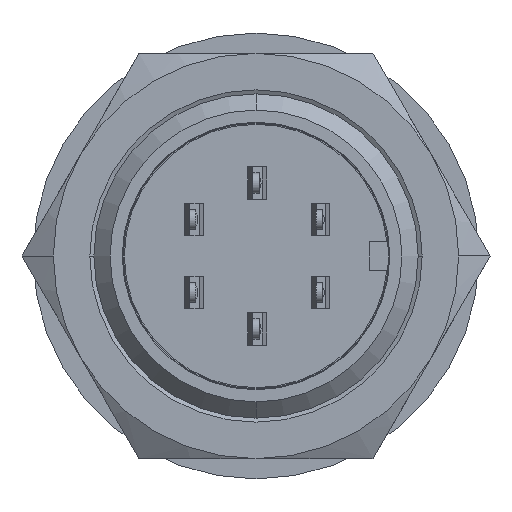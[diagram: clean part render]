
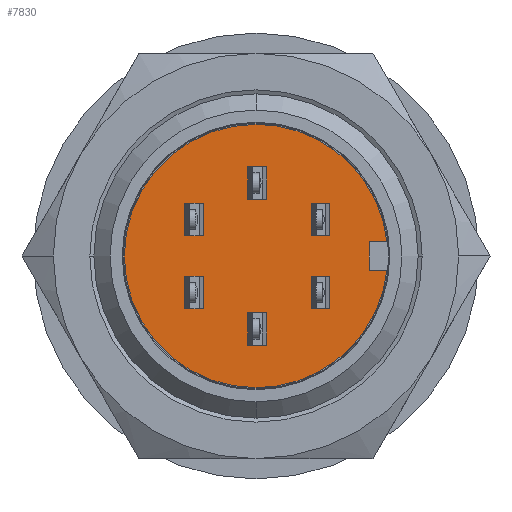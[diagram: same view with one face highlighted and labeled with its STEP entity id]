
A CAD part, front view. The second image highlights one B-rep face of the part: STEP entity #7830.
In plain terms, the highlighted planar face has unit normal (0, -1, 0).
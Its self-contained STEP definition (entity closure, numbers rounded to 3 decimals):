
#5310=CARTESIAN_POINT('',(-6.928,1.8,4.83));
#5320=DIRECTION('',(0.,1.,0.));
#5330=DIRECTION('',(0.,0.,-1.));
#5340=AXIS2_PLACEMENT_3D('',#5310,#5320,#5330);
#5350=PLANE('',#5340);
#5360=CARTESIAN_POINT('',(0.,1.8,0.)
);
#5370=DIRECTION('',(0.,-1.,0.));
#5380=DIRECTION('',(0.,0.,-1.));
#5390=AXIS2_PLACEMENT_3D('',#5360,#5370,#5380);
#5400=CIRCLE('',#5390,3.25);
#5410=CARTESIAN_POINT('',(0.,1.8,3.25));
#5420=VERTEX_POINT('',#5410);
#5430=CARTESIAN_POINT('',(0.,1.8,-3.25));
#5440=VERTEX_POINT('',#5430);
#5450=EDGE_CURVE('',#5420,#5440,#5400,.T.);
#5460=ORIENTED_EDGE('',*,*,#5450,.T.);
#5470=CARTESIAN_POINT('',(3.231,1.8,0.35));
#5480=VERTEX_POINT('',#5470);
#5490=EDGE_CURVE('',#5480,#5420,#5400,.T.);
#5500=ORIENTED_EDGE('',*,*,#5490,.T.);
#5510=CARTESIAN_POINT('',(0.,1.8,0.35));
#5520=DIRECTION('',(1.,0.,0.));
#5530=VECTOR('',#5520,1.);
#5540=LINE('',#5510,#5530);
#5550=CARTESIAN_POINT('',(2.8,1.8,0.35));
#5560=VERTEX_POINT('',#5550);
#5570=EDGE_CURVE('',#5560,#5480,#5540,.T.);
#5580=ORIENTED_EDGE('',*,*,#5570,.T.);
#5590=CARTESIAN_POINT('',(2.8,1.8,0.));
#5600=DIRECTION('',(0.,0.,1.));
#5610=VECTOR('',#5600,1.);
#5620=LINE('',#5590,#5610);
#5630=CARTESIAN_POINT('',(2.8,1.8,-0.35));
#5640=VERTEX_POINT('',#5630);
#5650=EDGE_CURVE('',#5640,#5560,#5620,.T.);
#5660=ORIENTED_EDGE('',*,*,#5650,.T.);
#5670=CARTESIAN_POINT('',(0.,1.8,-0.35));
#5680=DIRECTION('',(-1.,0.,0.));
#5690=VECTOR('',#5680,1.);
#5700=LINE('',#5670,#5690);
#5710=CARTESIAN_POINT('',(3.231,1.8,-0.35));
#5720=VERTEX_POINT('',#5710);
#5730=EDGE_CURVE('',#5720,#5640,#5700,.T.);
#5740=ORIENTED_EDGE('',*,*,#5730,.T.);
#5750=EDGE_CURVE('',#5440,#5720,#5400,.T.);
#5760=ORIENTED_EDGE('',*,*,#5750,.T.);
#5770=EDGE_LOOP('',(#5760,#5740,#5660,#5580,#5500,#5460));
#5780=FACE_OUTER_BOUND('',#5770,.T.);
#5790=CARTESIAN_POINT('',(0.,1.8,-1.3));
#5800=DIRECTION('',(-1.,0.,0.));
#5810=VECTOR('',#5800,1.);
#5820=LINE('',#5790,#5810);
#5830=CARTESIAN_POINT('',(-1.298,1.8,-1.3));
#5840=VERTEX_POINT('',#5830);
#5850=CARTESIAN_POINT('',(-1.763,1.8,-1.3));
#5860=VERTEX_POINT('',#5850);
#5870=EDGE_CURVE('',#5840,#5860,#5820,.T.);
#5880=ORIENTED_EDGE('',*,*,#5870,.T.);
#5890=CARTESIAN_POINT('',(-1.298,1.8,0.));
#5900=DIRECTION('',(0.,0.,1.));
#5910=VECTOR('',#5900,1.);
#5920=LINE('',#5890,#5910);
#5930=CARTESIAN_POINT('',(-1.298,1.8,-0.5));
#5940=VERTEX_POINT('',#5930);
#5950=EDGE_CURVE('',#5840,#5940,#5920,.T.);
#5960=ORIENTED_EDGE('',*,*,#5950,.F.);
#5970=CARTESIAN_POINT('',(0.,1.8,-0.5));
#5980=DIRECTION('',(1.,0.,0.));
#5990=VECTOR('',#5980,1.);
#6000=LINE('',#5970,#5990);
#6010=CARTESIAN_POINT('',(-1.763,1.8,-0.5));
#6020=VERTEX_POINT('',#6010);
#6030=EDGE_CURVE('',#6020,#5940,#6000,.T.);
#6040=ORIENTED_EDGE('',*,*,#6030,.T.);
#6050=CARTESIAN_POINT('',(-1.763,1.8,0.));
#6060=DIRECTION('',(0.,0.,-1.));
#6070=VECTOR('',#6060,1.);
#6080=LINE('',#6050,#6070);
#6090=EDGE_CURVE('',#6020,#5860,#6080,.T.);
#6100=ORIENTED_EDGE('',*,*,#6090,.F.);
#6110=EDGE_LOOP('',(#6100,#6040,#5960,#5880));
#6120=FACE_BOUND('',#6110,.T.);
#6130=CARTESIAN_POINT('',(0.,1.8,-1.3));
#6140=DIRECTION('',(-1.,0.,0.));
#6150=VECTOR('',#6140,1.);
#6160=LINE('',#6130,#6150);
#6170=CARTESIAN_POINT('',(1.822,1.8,-1.3));
#6180=VERTEX_POINT('',#6170);
#6190=CARTESIAN_POINT('',(1.357,1.8,-1.3));
#6200=VERTEX_POINT('',#6190);
#6210=EDGE_CURVE('',#6180,#6200,#6160,.T.);
#6220=ORIENTED_EDGE('',*,*,#6210,.T.);
#6230=CARTESIAN_POINT('',(1.822,1.8,0.));
#6240=DIRECTION('',(0.,0.,1.));
#6250=VECTOR('',#6240,1.);
#6260=LINE('',#6230,#6250);
#6270=CARTESIAN_POINT('',(1.822,1.8,-0.5));
#6280=VERTEX_POINT('',#6270);
#6290=EDGE_CURVE('',#6180,#6280,#6260,.T.);
#6300=ORIENTED_EDGE('',*,*,#6290,.F.);
#6310=CARTESIAN_POINT('',(0.,1.8,-0.5));
#6320=DIRECTION('',(1.,0.,0.));
#6330=VECTOR('',#6320,1.);
#6340=LINE('',#6310,#6330);
#6350=CARTESIAN_POINT('',(1.357,1.8,-0.5));
#6360=VERTEX_POINT('',#6350);
#6370=EDGE_CURVE('',#6360,#6280,#6340,.T.);
#6380=ORIENTED_EDGE('',*,*,#6370,.T.);
#6390=CARTESIAN_POINT('',(1.357,1.8,0.));
#6400=DIRECTION('',(0.,0.,-1.));
#6410=VECTOR('',#6400,1.);
#6420=LINE('',#6390,#6410);
#6430=EDGE_CURVE('',#6360,#6200,#6420,.T.);
#6440=ORIENTED_EDGE('',*,*,#6430,.F.);
#6450=EDGE_LOOP('',(#6440,#6380,#6300,#6220));
#6460=FACE_BOUND('',#6450,.T.);
#6470=CARTESIAN_POINT('',(0.,1.8,-2.2));
#6480=DIRECTION('',(-1.,0.,0.));
#6490=VECTOR('',#6480,1.);
#6500=LINE('',#6470,#6490);
#6510=CARTESIAN_POINT('',(0.262,1.8,-2.2));
#6520=VERTEX_POINT('',#6510);
#6530=CARTESIAN_POINT('',(-0.203,1.8,-2.2));
#6540=VERTEX_POINT('',#6530);
#6550=EDGE_CURVE('',#6520,#6540,#6500,.T.);
#6560=ORIENTED_EDGE('',*,*,#6550,.T.);
#6570=CARTESIAN_POINT('',(0.262,1.8,0.));
#6580=DIRECTION('',(0.,0.,1.));
#6590=VECTOR('',#6580,1.);
#6600=LINE('',#6570,#6590);
#6610=CARTESIAN_POINT('',(0.262,1.8,-1.4));
#6620=VERTEX_POINT('',#6610);
#6630=EDGE_CURVE('',#6520,#6620,#6600,.T.);
#6640=ORIENTED_EDGE('',*,*,#6630,.F.);
#6650=CARTESIAN_POINT('',(0.,1.8,-1.4));
#6660=DIRECTION('',(1.,0.,0.));
#6670=VECTOR('',#6660,1.);
#6680=LINE('',#6650,#6670);
#6690=CARTESIAN_POINT('',(-0.203,1.8,-1.4));
#6700=VERTEX_POINT('',#6690);
#6710=EDGE_CURVE('',#6700,#6620,#6680,.T.);
#6720=ORIENTED_EDGE('',*,*,#6710,.T.);
#6730=CARTESIAN_POINT('',(-0.203,1.8,0.));
#6740=DIRECTION('',(0.,0.,-1.));
#6750=VECTOR('',#6740,1.);
#6760=LINE('',#6730,#6750);
#6770=EDGE_CURVE('',#6700,#6540,#6760,.T.);
#6780=ORIENTED_EDGE('',*,*,#6770,.F.);
#6790=EDGE_LOOP('',(#6780,#6720,#6640,#6560));
#6800=FACE_BOUND('',#6790,.T.);
#6810=CARTESIAN_POINT('',(0.,1.8,0.5));
#6820=DIRECTION('',(-1.,0.,0.));
#6830=VECTOR('',#6820,1.);
#6840=LINE('',#6810,#6830);
#6850=CARTESIAN_POINT('',(1.822,1.8,0.5));
#6860=VERTEX_POINT('',#6850);
#6870=CARTESIAN_POINT('',(1.357,1.8,0.5));
#6880=VERTEX_POINT('',#6870);
#6890=EDGE_CURVE('',#6860,#6880,#6840,.T.);
#6900=ORIENTED_EDGE('',*,*,#6890,.T.);
#6910=CARTESIAN_POINT('',(1.822,1.8,0.));
#6920=DIRECTION('',(0.,0.,1.));
#6930=VECTOR('',#6920,1.);
#6940=LINE('',#6910,#6930);
#6950=CARTESIAN_POINT('',(1.822,1.8,1.3));
#6960=VERTEX_POINT('',#6950);
#6970=EDGE_CURVE('',#6860,#6960,#6940,.T.);
#6980=ORIENTED_EDGE('',*,*,#6970,.F.);
#6990=CARTESIAN_POINT('',(0.,1.8,1.3));
#7000=DIRECTION('',(1.,0.,0.));
#7010=VECTOR('',#7000,1.);
#7020=LINE('',#6990,#7010);
#7030=CARTESIAN_POINT('',(1.357,1.8,1.3));
#7040=VERTEX_POINT('',#7030);
#7050=EDGE_CURVE('',#7040,#6960,#7020,.T.);
#7060=ORIENTED_EDGE('',*,*,#7050,.T.);
#7070=CARTESIAN_POINT('',(1.357,1.8,0.));
#7080=DIRECTION('',(0.,0.,-1.));
#7090=VECTOR('',#7080,1.);
#7100=LINE('',#7070,#7090);
#7110=EDGE_CURVE('',#7040,#6880,#7100,.T.);
#7120=ORIENTED_EDGE('',*,*,#7110,.F.);
#7130=EDGE_LOOP('',(#7120,#7060,#6980,#6900));
#7140=FACE_BOUND('',#7130,.T.);
#7150=CARTESIAN_POINT('',(0.,1.8,1.4));
#7160=DIRECTION('',(-1.,0.,0.));
#7170=VECTOR('',#7160,1.);
#7180=LINE('',#7150,#7170);
#7190=CARTESIAN_POINT('',(0.262,1.8,1.4));
#7200=VERTEX_POINT('',#7190);
#7210=CARTESIAN_POINT('',(-0.203,1.8,1.4));
#7220=VERTEX_POINT('',#7210);
#7230=EDGE_CURVE('',#7200,#7220,#7180,.T.);
#7240=ORIENTED_EDGE('',*,*,#7230,.T.);
#7250=CARTESIAN_POINT('',(0.262,1.8,0.));
#7260=DIRECTION('',(0.,0.,1.));
#7270=VECTOR('',#7260,1.);
#7280=LINE('',#7250,#7270);
#7290=CARTESIAN_POINT('',(0.262,1.8,2.2));
#7300=VERTEX_POINT('',#7290);
#7310=EDGE_CURVE('',#7200,#7300,#7280,.T.);
#7320=ORIENTED_EDGE('',*,*,#7310,.F.);
#7330=CARTESIAN_POINT('',(0.,1.8,2.2));
#7340=DIRECTION('',(1.,0.,0.));
#7350=VECTOR('',#7340,1.);
#7360=LINE('',#7330,#7350);
#7370=CARTESIAN_POINT('',(-0.203,1.8,2.2));
#7380=VERTEX_POINT('',#7370);
#7390=EDGE_CURVE('',#7380,#7300,#7360,.T.);
#7400=ORIENTED_EDGE('',*,*,#7390,.T.);
#7410=CARTESIAN_POINT('',(-0.203,1.8,0.));
#7420=DIRECTION('',(0.,0.,-1.));
#7430=VECTOR('',#7420,1.);
#7440=LINE('',#7410,#7430);
#7450=EDGE_CURVE('',#7380,#7220,#7440,.T.);
#7460=ORIENTED_EDGE('',*,*,#7450,.F.);
#7470=EDGE_LOOP('',(#7460,#7400,#7320,#7240));
#7480=FACE_BOUND('',#7470,.T.);
#7490=CARTESIAN_POINT('',(0.,1.8,0.5));
#7500=DIRECTION('',(-1.,0.,0.));
#7510=VECTOR('',#7500,1.);
#7520=LINE('',#7490,#7510);
#7530=CARTESIAN_POINT('',(-1.298,1.8,0.5));
#7540=VERTEX_POINT('',#7530);
#7550=CARTESIAN_POINT('',(-1.763,1.8,0.5));
#7560=VERTEX_POINT('',#7550);
#7570=EDGE_CURVE('',#7540,#7560,#7520,.T.);
#7580=ORIENTED_EDGE('',*,*,#7570,.T.);
#7590=CARTESIAN_POINT('',(-1.298,1.8,0.));
#7600=DIRECTION('',(0.,0.,1.));
#7610=VECTOR('',#7600,1.);
#7620=LINE('',#7590,#7610);
#7630=CARTESIAN_POINT('',(-1.298,1.8,1.3));
#7640=VERTEX_POINT('',#7630);
#7650=EDGE_CURVE('',#7540,#7640,#7620,.T.);
#7660=ORIENTED_EDGE('',*,*,#7650,.F.);
#7670=CARTESIAN_POINT('',(0.,1.8,1.3));
#7680=DIRECTION('',(1.,0.,0.));
#7690=VECTOR('',#7680,1.);
#7700=LINE('',#7670,#7690);
#7710=CARTESIAN_POINT('',(-1.763,1.8,1.3));
#7720=VERTEX_POINT('',#7710);
#7730=EDGE_CURVE('',#7720,#7640,#7700,.T.);
#7740=ORIENTED_EDGE('',*,*,#7730,.T.);
#7750=CARTESIAN_POINT('',(-1.763,1.8,0.));
#7760=DIRECTION('',(0.,0.,-1.));
#7770=VECTOR('',#7760,1.);
#7780=LINE('',#7750,#7770);
#7790=EDGE_CURVE('',#7720,#7560,#7780,.T.);
#7800=ORIENTED_EDGE('',*,*,#7790,.F.);
#7810=EDGE_LOOP('',(#7800,#7740,#7660,#7580));
#7820=FACE_BOUND('',#7810,.T.);
#7830=ADVANCED_FACE('',(#5780,#6120,#6460,#6800,#7140,#7480,#7820),#5350
,.F.);
